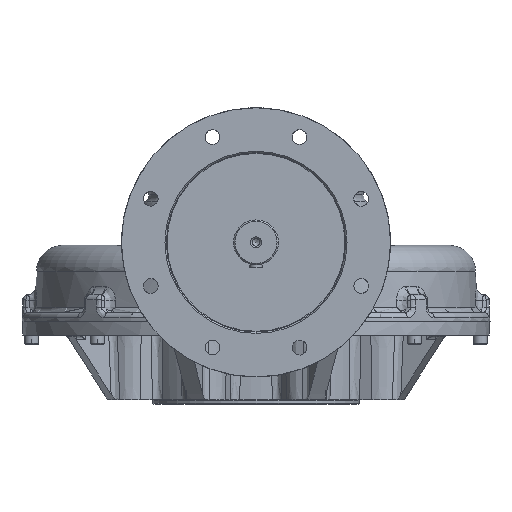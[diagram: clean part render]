
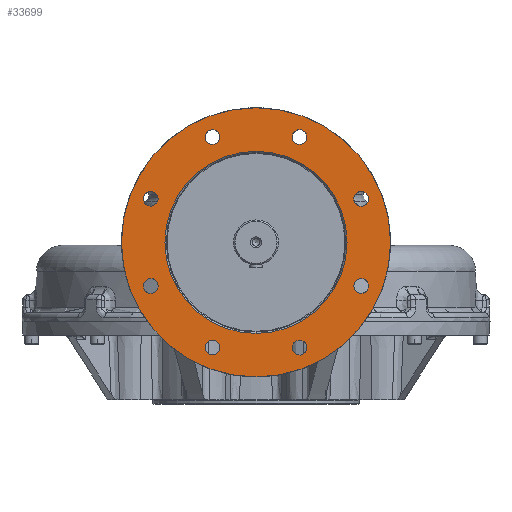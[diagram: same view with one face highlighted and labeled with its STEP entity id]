
A CAD part, front view. The second image highlights one B-rep face of the part: STEP entity #33699.
In plain terms, the highlighted planar face has unit normal (0, -1, 0).
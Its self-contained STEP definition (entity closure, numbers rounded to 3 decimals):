
#10239=ORIENTED_EDGE('',*,*,#18410,.T.);
#10240=ORIENTED_EDGE('',*,*,#18417,.F.);
#10241=ORIENTED_EDGE('',*,*,#18413,.F.);
#10242=ORIENTED_EDGE('',*,*,#18411,.F.);
#10243=ORIENTED_EDGE('',*,*,#18425,.F.);
#10244=ORIENTED_EDGE('',*,*,#18423,.F.);
#10245=ORIENTED_EDGE('',*,*,#18421,.F.);
#10246=ORIENTED_EDGE('',*,*,#18419,.F.);
#10247=ORIENTED_EDGE('',*,*,#18415,.F.);
#10248=ORIENTED_EDGE('',*,*,#18476,.T.);
#18410=EDGE_CURVE('',#22869,#22869,#25558,.T.);
#18411=EDGE_CURVE('',#22870,#22870,#25559,.T.);
#18413=EDGE_CURVE('',#22872,#22872,#25560,.T.);
#18415=EDGE_CURVE('',#22874,#22874,#25561,.T.);
#18417=EDGE_CURVE('',#22876,#22876,#25562,.T.);
#18419=EDGE_CURVE('',#22878,#22878,#25563,.T.);
#18421=EDGE_CURVE('',#22880,#22880,#25564,.T.);
#18423=EDGE_CURVE('',#22882,#22882,#25565,.T.);
#18425=EDGE_CURVE('',#22884,#22884,#25566,.T.);
#18476=EDGE_CURVE('',#22923,#22923,#25586,.T.);
#22869=VERTEX_POINT('',#65182);
#22870=VERTEX_POINT('',#65185);
#22872=VERTEX_POINT('',#65208);
#22874=VERTEX_POINT('',#65231);
#22876=VERTEX_POINT('',#65254);
#22878=VERTEX_POINT('',#65277);
#22880=VERTEX_POINT('',#65300);
#22882=VERTEX_POINT('',#65323);
#22884=VERTEX_POINT('',#65346);
#22923=VERTEX_POINT('',#65621);
#25558=CIRCLE('',#48318,101.5);
#25559=CIRCLE('',#48320,8.25);
#25560=CIRCLE('',#48322,8.25);
#25561=CIRCLE('',#48324,8.25);
#25562=CIRCLE('',#48326,8.25);
#25563=CIRCLE('',#48328,8.25);
#25564=CIRCLE('',#48330,8.25);
#25565=CIRCLE('',#48332,8.25);
#25566=CIRCLE('',#48334,8.25);
#25586=CIRCLE('',#48381,150.);
#27758=EDGE_LOOP('',(#10239));
#27759=EDGE_LOOP('',(#10240));
#27760=EDGE_LOOP('',(#10241));
#27761=EDGE_LOOP('',(#10242));
#27762=EDGE_LOOP('',(#10243));
#27763=EDGE_LOOP('',(#10244));
#27764=EDGE_LOOP('',(#10245));
#27765=EDGE_LOOP('',(#10246));
#27766=EDGE_LOOP('',(#10247));
#27767=EDGE_LOOP('',(#10248));
#30420=FACE_BOUND('',#27758,.T.);
#30421=FACE_BOUND('',#27759,.T.);
#30422=FACE_BOUND('',#27760,.T.);
#30423=FACE_BOUND('',#27761,.T.);
#30424=FACE_BOUND('',#27762,.T.);
#30425=FACE_BOUND('',#27763,.T.);
#30426=FACE_BOUND('',#27764,.T.);
#30427=FACE_BOUND('',#27765,.T.);
#30428=FACE_BOUND('',#27766,.T.);
#30429=FACE_BOUND('',#27767,.T.);
#32633=PLANE('',#48380);
#33699=ADVANCED_FACE('',(#30420,#30421,#30422,#30423,#30424,#30425,#30426,
#30427,#30428,#30429),#32633,.F.);
#48318=AXIS2_PLACEMENT_3D('',#65181,#54581,#54582);
#48320=AXIS2_PLACEMENT_3D('',#65184,#54585,#54586);
#48322=AXIS2_PLACEMENT_3D('',#65207,#54589,#54590);
#48324=AXIS2_PLACEMENT_3D('',#65230,#54593,#54594);
#48326=AXIS2_PLACEMENT_3D('',#65253,#54597,#54598);
#48328=AXIS2_PLACEMENT_3D('',#65276,#54601,#54602);
#48330=AXIS2_PLACEMENT_3D('',#65299,#54605,#54606);
#48332=AXIS2_PLACEMENT_3D('',#65322,#54609,#54610);
#48334=AXIS2_PLACEMENT_3D('',#65345,#54613,#54614);
#48380=AXIS2_PLACEMENT_3D('',#65619,#54719,#54720);
#48381=AXIS2_PLACEMENT_3D('',#65620,#54721,#54722);
#54581=DIRECTION('',(0.,1.,0.));
#54582=DIRECTION('',(0.,0.,1.));
#54585=DIRECTION('',(0.,-1.,0.));
#54586=DIRECTION('',(-0.707,0.,0.707));
#54589=DIRECTION('',(0.,-1.,0.));
#54590=DIRECTION('',(0.,0.,1.));
#54593=DIRECTION('',(0.,-1.,0.));
#54594=DIRECTION('',(1.,0.,0.));
#54597=DIRECTION('',(0.,-1.,0.));
#54598=DIRECTION('',(0.707,0.,0.707));
#54601=DIRECTION('',(0.,-1.,0.));
#54602=DIRECTION('',(0.707,0.,-0.707));
#54605=DIRECTION('',(0.,-1.,0.));
#54606=DIRECTION('',(0.,0.,-1.));
#54609=DIRECTION('',(0.,-1.,0.));
#54610=DIRECTION('',(-0.707,0.,-0.707));
#54613=DIRECTION('',(0.,-1.,0.));
#54614=DIRECTION('',(-1.,0.,0.));
#54719=DIRECTION('',(0.,1.,0.));
#54720=DIRECTION('',(0.,0.,1.));
#54721=DIRECTION('',(0.,-1.,0.));
#54722=DIRECTION('',(0.,0.,-1.));
#65181=CARTESIAN_POINT('',(0.,-371.5,88.3));
#65182=CARTESIAN_POINT('',(0.,-371.5,189.8));
#65184=CARTESIAN_POINT('',(-48.601,-371.5,-29.033));
#65185=CARTESIAN_POINT('',(-54.434,-371.5,-23.199));
#65207=CARTESIAN_POINT('',(-117.333,-371.5,39.699));
#65208=CARTESIAN_POINT('',(-117.333,-371.5,47.949));
#65230=CARTESIAN_POINT('',(-48.601,-371.5,205.633));
#65231=CARTESIAN_POINT('',(-40.351,-371.5,205.633));
#65253=CARTESIAN_POINT('',(-117.333,-371.5,136.901));
#65254=CARTESIAN_POINT('',(-111.499,-371.5,142.734));
#65276=CARTESIAN_POINT('',(48.601,-371.5,205.633));
#65277=CARTESIAN_POINT('',(54.434,-371.5,199.799));
#65299=CARTESIAN_POINT('',(117.333,-371.5,136.901));
#65300=CARTESIAN_POINT('',(117.333,-371.5,128.651));
#65322=CARTESIAN_POINT('',(117.333,-371.5,39.699));
#65323=CARTESIAN_POINT('',(111.499,-371.5,33.866));
#65345=CARTESIAN_POINT('',(48.601,-371.5,-29.033));
#65346=CARTESIAN_POINT('',(40.351,-371.5,-29.033));
#65619=CARTESIAN_POINT('',(0.,-371.5,238.3));
#65620=CARTESIAN_POINT('',(0.,-371.5,88.3));
#65621=CARTESIAN_POINT('',(0.,-371.5,-61.7));
